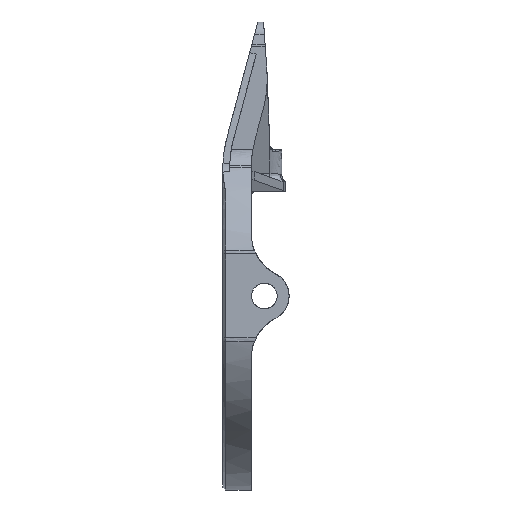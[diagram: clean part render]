
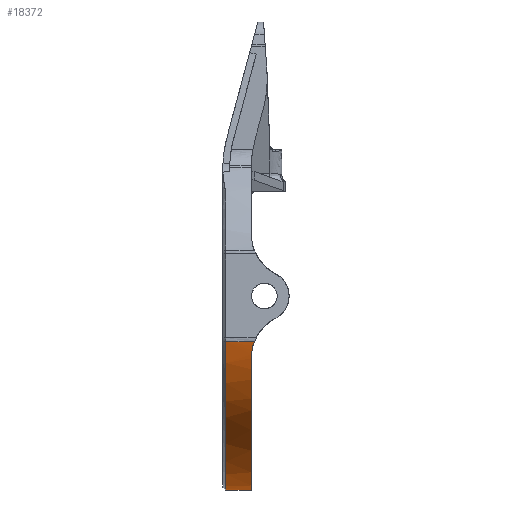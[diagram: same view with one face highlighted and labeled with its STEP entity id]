
A CAD part, left-side view. The second image highlights one B-rep face of the part: STEP entity #18372.
In plain terms, the highlighted free-form (B-spline) face has degree [3, 1] with [10, 2] control points.
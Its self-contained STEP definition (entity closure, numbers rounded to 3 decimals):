
#18372 = ADVANCED_FACE('',(#18373),#18455,.T.);
#18373 = FACE_BOUND('',#18374,.T.);
#18374 = EDGE_LOOP('',(#18375,#18384,#18399,#18406,#18421,#18430,#18439,
    #18448));
#18375 = ORIENTED_EDGE('',*,*,#18376,.T.);
#18376 = EDGE_CURVE('',#18377,#18379,#18381,.T.);
#18377 = VERTEX_POINT('',#18378);
#18378 = CARTESIAN_POINT('',(-382.576,-47.765,
    -485.89));
#18379 = VERTEX_POINT('',#18380);
#18380 = CARTESIAN_POINT('',(-382.576,-4.308,
    -485.89));
#18381 = B_SPLINE_CURVE_WITH_KNOTS('',1,(#18382,#18383),.UNSPECIFIED.,
  .F.,.F.,(2,2),(0.,50.433),.PIECEWISE_BEZIER_KNOTS.);
#18382 = CARTESIAN_POINT('',(-382.576,-47.765,
    -485.89));
#18383 = CARTESIAN_POINT('',(-382.576,-4.308,
    -485.89));
#18384 = ORIENTED_EDGE('',*,*,#18385,.T.);
#18385 = EDGE_CURVE('',#18379,#18386,#18388,.T.);
#18386 = VERTEX_POINT('',#18387);
#18387 = CARTESIAN_POINT('',(0.,-4.308,-710.869));
#18388 = B_SPLINE_CURVE_WITH_KNOTS('',3,(#18389,#18390,#18391,#18392,
    #18393,#18394,#18395,#18396,#18397,#18398),.UNSPECIFIED.,.F.,.F.,(4,
    1,1,1,1,1,1,4),(0.,0.131,0.239,0.39,
    0.515,0.651,0.808,0.993),
  .UNSPECIFIED.);
#18389 = CARTESIAN_POINT('',(-382.576,-4.308,
    -485.89));
#18390 = CARTESIAN_POINT('',(-376.75,-4.308,
    -505.848));
#18391 = CARTESIAN_POINT('',(-361.707,-4.308,
    -541.212));
#18392 = CARTESIAN_POINT('',(-325.137,-4.308,
    -591.69));
#18393 = CARTESIAN_POINT('',(-277.049,-4.308,
    -630.665));
#18394 = CARTESIAN_POINT('',(-219.131,-4.308,
    -661.104));
#18395 = CARTESIAN_POINT('',(-157.901,-4.308,
    -687.466));
#18396 = CARTESIAN_POINT('',(-83.89,-4.308,
    -705.763));
#18397 = CARTESIAN_POINT('',(-29.359,-4.308,
    -710.869));
#18398 = CARTESIAN_POINT('',(0.,-4.308,-710.869));
#18399 = ORIENTED_EDGE('',*,*,#18400,.T.);
#18400 = EDGE_CURVE('',#18386,#18401,#18403,.T.);
#18401 = VERTEX_POINT('',#18402);
#18402 = CARTESIAN_POINT('',(0.,-43.083,-710.869));
#18403 = B_SPLINE_CURVE_WITH_KNOTS('',1,(#18404,#18405),.UNSPECIFIED.,
  .F.,.F.,(2,2),(0.,45.),.PIECEWISE_BEZIER_KNOTS.);
#18404 = CARTESIAN_POINT('',(0.,-4.308,-710.869));
#18405 = CARTESIAN_POINT('',(0.,-43.083,-710.869));
#18406 = ORIENTED_EDGE('',*,*,#18407,.T.);
#18407 = EDGE_CURVE('',#18401,#18408,#18410,.T.);
#18408 = VERTEX_POINT('',#18409);
#18409 = CARTESIAN_POINT('',(-373.898,-43.083,
    -510.86));
#18410 = B_SPLINE_CURVE_WITH_KNOTS('',3,(#18411,#18412,#18413,#18414,
    #18415,#18416,#18417,#18418,#18419,#18420),.UNSPECIFIED.,.F.,.F.,(4,
    1,1,1,1,1,1,4),(0.,0.185,0.343,0.478,
    0.604,0.754,0.863,0.938),
  .UNSPECIFIED.);
#18411 = CARTESIAN_POINT('',(0.,-43.083,-710.869));
#18412 = CARTESIAN_POINT('',(-29.359,-43.083,
    -710.869));
#18413 = CARTESIAN_POINT('',(-83.89,-43.083,
    -705.763));
#18414 = CARTESIAN_POINT('',(-157.901,-43.083,
    -687.466));
#18415 = CARTESIAN_POINT('',(-219.131,-43.083,
    -661.104));
#18416 = CARTESIAN_POINT('',(-277.049,-43.083,
    -630.665));
#18417 = CARTESIAN_POINT('',(-325.137,-43.083,
    -591.69));
#18418 = CARTESIAN_POINT('',(-356.508,-43.083,
    -548.389));
#18419 = CARTESIAN_POINT('',(-369.392,-43.083,
    -521.979));
#18420 = CARTESIAN_POINT('',(-373.898,-43.083,
    -510.86));
#18421 = ORIENTED_EDGE('',*,*,#18422,.T.);
#18422 = EDGE_CURVE('',#18408,#18423,#18425,.T.);
#18423 = VERTEX_POINT('',#18424);
#18424 = CARTESIAN_POINT('',(-376.359,-43.372,
    -504.553));
#18425 = B_SPLINE_CURVE_WITH_KNOTS('',3,(#18426,#18427,#18428,#18429),
  .UNSPECIFIED.,.F.,.F.,(4,4),(0.,0.25),.PIECEWISE_BEZIER_KNOTS.);
#18426 = CARTESIAN_POINT('',(-373.898,-43.083,
    -510.86));
#18427 = CARTESIAN_POINT('',(-374.751,-43.083,
    -508.754));
#18428 = CARTESIAN_POINT('',(-375.571,-43.179,
    -506.651));
#18429 = CARTESIAN_POINT('',(-376.359,-43.372,
    -504.553));
#18430 = ORIENTED_EDGE('',*,*,#18431,.T.);
#18431 = EDGE_CURVE('',#18423,#18432,#18434,.T.);
#18432 = VERTEX_POINT('',#18433);
#18433 = CARTESIAN_POINT('',(-378.621,-44.239,
    -498.286));
#18434 = B_SPLINE_CURVE_WITH_KNOTS('',3,(#18435,#18436,#18437,#18438),
  .UNSPECIFIED.,.F.,.F.,(4,4),(0.25,0.5),.PIECEWISE_BEZIER_KNOTS.);
#18435 = CARTESIAN_POINT('',(-376.359,-43.372,
    -504.553));
#18436 = CARTESIAN_POINT('',(-377.148,-43.565,
    -502.452));
#18437 = CARTESIAN_POINT('',(-377.901,-43.854,
    -500.362));
#18438 = CARTESIAN_POINT('',(-378.621,-44.239,
    -498.286));
#18439 = ORIENTED_EDGE('',*,*,#18440,.T.);
#18440 = EDGE_CURVE('',#18432,#18441,#18443,.T.);
#18441 = VERTEX_POINT('',#18442);
#18442 = CARTESIAN_POINT('',(-380.691,-45.695,
    -492.063));
#18443 = B_SPLINE_CURVE_WITH_KNOTS('',3,(#18444,#18445,#18446,#18447),
  .UNSPECIFIED.,.F.,.F.,(4,4),(0.5,0.75),.PIECEWISE_BEZIER_KNOTS.);
#18444 = CARTESIAN_POINT('',(-378.621,-44.239,
    -498.286));
#18445 = CARTESIAN_POINT('',(-379.347,-44.628,
    -496.191));
#18446 = CARTESIAN_POINT('',(-380.037,-45.114,
    -494.116));
#18447 = CARTESIAN_POINT('',(-380.691,-45.695,
    -492.063));
#18448 = ORIENTED_EDGE('',*,*,#18449,.T.);
#18449 = EDGE_CURVE('',#18441,#18377,#18450,.T.);
#18450 = B_SPLINE_CURVE_WITH_KNOTS('',3,(#18451,#18452,#18453,#18454),
  .UNSPECIFIED.,.F.,.F.,(4,4),(0.75,1.),.PIECEWISE_BEZIER_KNOTS.);
#18451 = CARTESIAN_POINT('',(-380.691,-45.695,
    -492.063));
#18452 = CARTESIAN_POINT('',(-381.357,-46.287,
    -489.974));
#18453 = CARTESIAN_POINT('',(-381.984,-46.977,
    -487.916));
#18454 = CARTESIAN_POINT('',(-382.576,-47.765,
    -485.89));
#18455 = B_SPLINE_SURFACE_WITH_KNOTS('',3,1,(
    (#18456,#18457)
    ,(#18458,#18459)
    ,(#18460,#18461)
    ,(#18462,#18463)
    ,(#18464,#18465)
    ,(#18466,#18467)
    ,(#18468,#18469)
    ,(#18470,#18471)
    ,(#18472,#18473)
    ,(#18474,#18475
  )),.UNSPECIFIED.,.F.,.F.,.F.,(4,1,1,1,1,1,1,4),(2,2),(0.,0.185
    ,0.343,0.478,0.604,0.754,
    0.863,0.993),(0.,1.),.UNSPECIFIED.);
#18456 = CARTESIAN_POINT('',(0.,-48.025,-710.869));
#18457 = CARTESIAN_POINT('',(0.,-4.308,-710.869));
#18458 = CARTESIAN_POINT('',(-29.359,-48.025,
    -710.869));
#18459 = CARTESIAN_POINT('',(-29.359,-4.308,
    -710.869));
#18460 = CARTESIAN_POINT('',(-83.89,-48.025,
    -705.763));
#18461 = CARTESIAN_POINT('',(-83.89,-4.308,
    -705.763));
#18462 = CARTESIAN_POINT('',(-157.901,-48.025,
    -687.466));
#18463 = CARTESIAN_POINT('',(-157.901,-4.308,
    -687.466));
#18464 = CARTESIAN_POINT('',(-219.131,-48.025,
    -661.104));
#18465 = CARTESIAN_POINT('',(-219.131,-4.308,
    -661.104));
#18466 = CARTESIAN_POINT('',(-277.049,-48.025,
    -630.665));
#18467 = CARTESIAN_POINT('',(-277.049,-4.308,
    -630.665));
#18468 = CARTESIAN_POINT('',(-325.137,-48.025,
    -591.69));
#18469 = CARTESIAN_POINT('',(-325.137,-4.308,
    -591.69));
#18470 = CARTESIAN_POINT('',(-361.707,-48.025,
    -541.212));
#18471 = CARTESIAN_POINT('',(-361.707,-4.308,
    -541.212));
#18472 = CARTESIAN_POINT('',(-376.75,-48.025,
    -505.848));
#18473 = CARTESIAN_POINT('',(-376.75,-4.308,
    -505.848));
#18474 = CARTESIAN_POINT('',(-382.576,-48.025,
    -485.89));
#18475 = CARTESIAN_POINT('',(-382.576,-4.308,
    -485.89));
